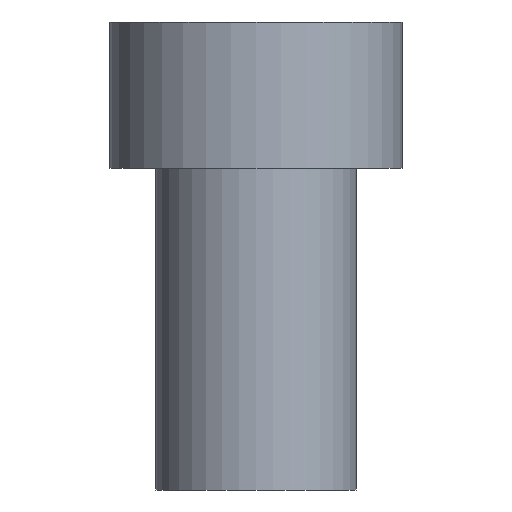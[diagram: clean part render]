
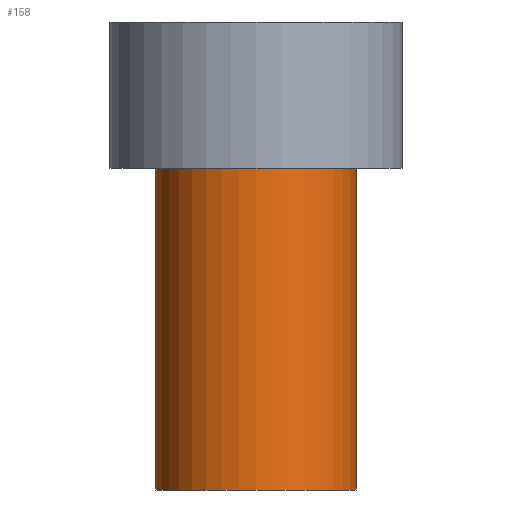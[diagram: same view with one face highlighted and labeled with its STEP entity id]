
A CAD part, left-side view. The second image highlights one B-rep face of the part: STEP entity #158.
In plain terms, the highlighted cylindrical face has radius 2.175 mm (diameter 4.35 mm), a full revolution.
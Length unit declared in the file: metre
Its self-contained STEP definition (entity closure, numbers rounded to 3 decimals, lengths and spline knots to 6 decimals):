
#24=FACE_OUTER_BOUND('',#33,.T.);
#33=EDGE_LOOP('',(#116,#117,#118,#119,#120,#121));
#45=LINE('',#273,#55);
#55=VECTOR('',#223,0.002175);
#67=CIRCLE('',#191,0.002175);
#68=CIRCLE('',#192,0.002175);
#69=CIRCLE('',#193,0.002175);
#70=CIRCLE('',#194,0.002175);
#78=VERTEX_POINT('',#268);
#79=VERTEX_POINT('',#269);
#80=VERTEX_POINT('',#272);
#81=VERTEX_POINT('',#274);
#94=EDGE_CURVE('',#78,#79,#67,.T.);
#95=EDGE_CURVE('',#79,#78,#68,.T.);
#96=EDGE_CURVE('',#79,#80,#45,.T.);
#97=EDGE_CURVE('',#81,#80,#69,.T.);
#98=EDGE_CURVE('',#80,#81,#70,.T.);
#116=ORIENTED_EDGE('',*,*,#94,.F.);
#117=ORIENTED_EDGE('',*,*,#95,.F.);
#118=ORIENTED_EDGE('',*,*,#96,.T.);
#119=ORIENTED_EDGE('',*,*,#97,.F.);
#120=ORIENTED_EDGE('',*,*,#98,.F.);
#121=ORIENTED_EDGE('',*,*,#96,.F.);
#154=CYLINDRICAL_SURFACE('',#190,0.002175);
#158=ADVANCED_FACE('',(#24),#154,.T.);
#190=AXIS2_PLACEMENT_3D('',#267,#217,#218);
#191=AXIS2_PLACEMENT_3D('',#270,#219,#220);
#192=AXIS2_PLACEMENT_3D('',#271,#221,#222);
#193=AXIS2_PLACEMENT_3D('',#275,#224,#225);
#194=AXIS2_PLACEMENT_3D('',#276,#226,#227);
#217=DIRECTION('center_axis',(0.,0.,-1.));
#218=DIRECTION('ref_axis',(-1.,0.,0.));
#219=DIRECTION('center_axis',(0.,0.,-1.));
#220=DIRECTION('ref_axis',(-1.,0.,0.));
#221=DIRECTION('center_axis',(0.,0.,-1.));
#222=DIRECTION('ref_axis',(-1.,0.,0.));
#223=DIRECTION('',(0.,0.,1.));
#224=DIRECTION('center_axis',(0.,0.,1.));
#225=DIRECTION('ref_axis',(-1.,0.,0.));
#226=DIRECTION('center_axis',(0.,0.,1.));
#227=DIRECTION('ref_axis',(-1.,0.,0.));
#267=CARTESIAN_POINT('Origin',(0.,0.,0.));
#268=CARTESIAN_POINT('',(-0.002175,0.,-0.007));
#269=CARTESIAN_POINT('',(0.002175,0.,-0.007));
#270=CARTESIAN_POINT('Origin',(0.,0.,-0.007));
#271=CARTESIAN_POINT('Origin',(0.,0.,-0.007));
#272=CARTESIAN_POINT('',(0.002175,0.,0.));
#273=CARTESIAN_POINT('',(0.002175,0.,0.));
#274=CARTESIAN_POINT('',(-0.002175,0.,0.));
#275=CARTESIAN_POINT('Origin',(0.,0.,0.));
#276=CARTESIAN_POINT('Origin',(0.,0.,0.));
